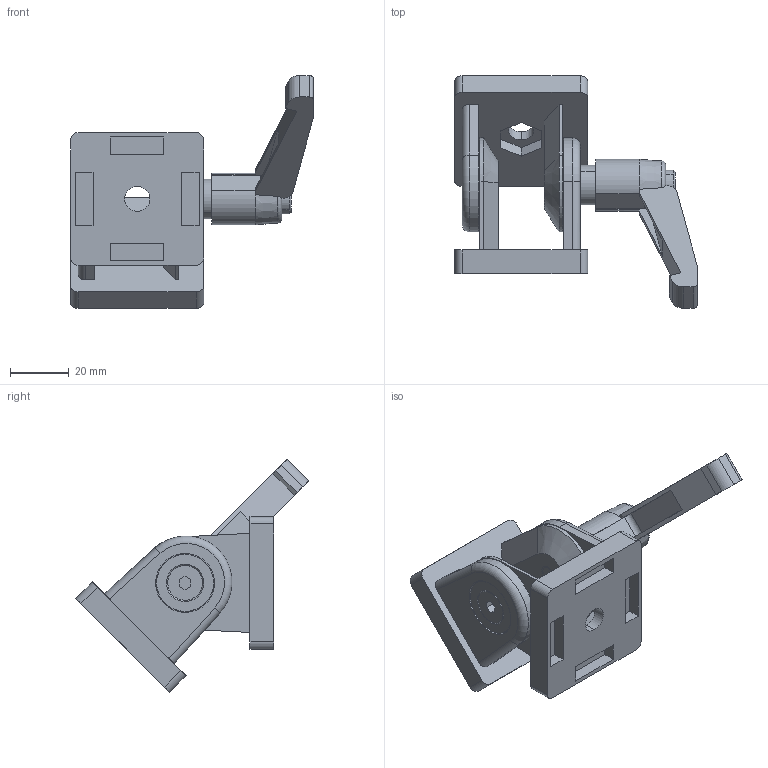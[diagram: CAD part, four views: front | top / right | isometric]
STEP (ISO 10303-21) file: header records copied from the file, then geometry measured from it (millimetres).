
FILE_DESCRIPTION((''),'2;1');
FILE_NAME('11126_ZGLOB_AL_45X45_ROC_ASM','2022-09-16T13:48:53',('PredragRovcanin'),('Audax d.o.o.'),'CREO PARAMETRIC BY PTC INC, 2020281','CREO PARAMETRIC BY PTC INC, 2020281','');
FILE_SCHEMA(('AUTOMOTIVE_DESIGN { 1 0 10303 214 1 1 1 1 }'));
Length unit declared in the file: millimetre
Products named in the file (7): 11126_ZGLOB_AL_45X45_ROC_A; 11126_ZGLOB_AL_45X45_ROC_B; 11126_ZGLOB_AL_45X45_ROC_F; 11126_ZGLOB_AL_45X45_ROC_C; 11126_ZGLOB_AL_45X45_ROC_D; 11126_ZGLOB_AL_45X45_ROC_E; 11126_ZGLOB_AL_45X45_ROC_ASM
Assembly tree (8 placements, depth 2):
  11126_ZGLOB_AL_45X45_ROC_ASM
    11126_ZGLOB_AL_45X45_ROC_A  x2
    11126_ZGLOB_AL_45X45_ROC_B  x2
    11126_ZGLOB_AL_45X45_ROC_F
    11126_ZGLOB_AL_45X45_ROC_C
    11126_ZGLOB_AL_45X45_ROC_D
    11126_ZGLOB_AL_45X45_ROC_E
Bounding box: 82.12 x 78.93 x 78.93 mm (x, y, z)
Volume: 59893.8 mm3; surface area: 31244.6 mm2
Topology: 8 solids, 11 shells, 317 faces, 805 edges, 572 vertices
Faces by surface type: plane 198, cylinder 105, cone 11, torus 3
Entity records: 10649 total; most frequent: DIRECTION 1204, CARTESIAN_POINT 1204, ORIENTED_EDGE 1036, PRESENTATION_STYLE_ASSIGNMENT 651, STYLED_ITEM 651, CURVE_STYLE 551, EDGE_CURVE 520, AXIS2_PLACEMENT_3D 421
